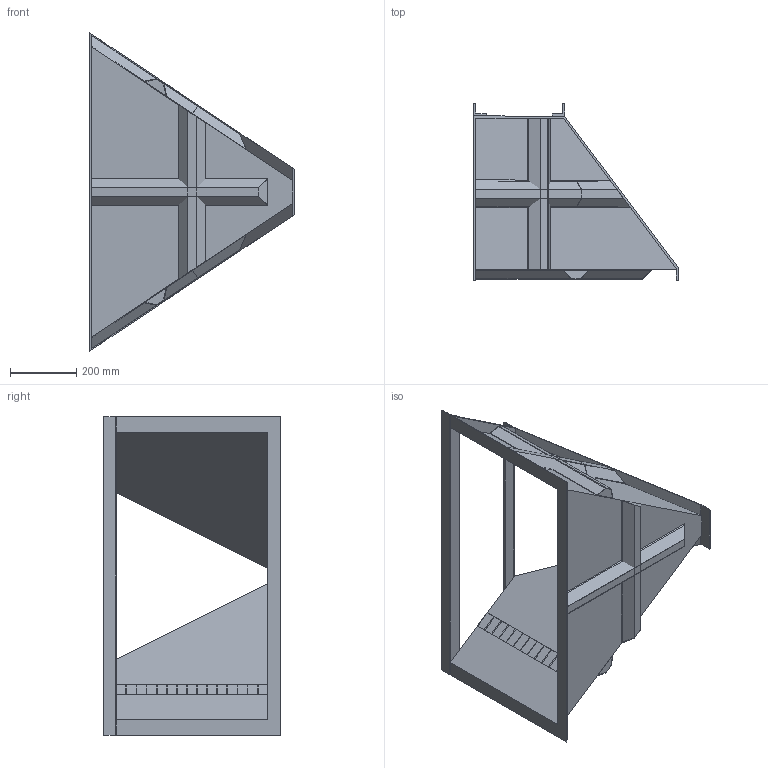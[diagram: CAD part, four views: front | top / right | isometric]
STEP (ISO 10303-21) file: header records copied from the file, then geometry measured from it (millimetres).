
FILE_DESCRIPTION (( 'STEP AP214' ), '1' );
FILE_NAME ('1.5H Flume Assy no options.STEP', '2020-08-28T17:43:47', ( '' ), ( '' ), 'SwSTEP 2.0', 'SolidWorks 2020', '' );
FILE_SCHEMA (( 'AUTOMOTIVE_DESIGN' ));
Length unit declared in the file: inch
Products named in the file (3): 1.5H H Flume_1.5'' H FLUME; 1.5H Flume Assy no options; Parshall Staff Gauge 24in long parshall staff gauge_English Staff Gauge 18"
Assembly tree (2 placements, depth 2):
  1.5H Flume Assy no options
    1.5H H Flume_1.5'' H FLUME
    Parshall Staff Gauge 24in long parshall staff gauge_English Staff Gauge 18"
Bounding box: 617.22 x 533.4 x 960.26 mm (x, y, z)
Volume: 5756.8 mm3; surface area: 3145532.4 mm2
Topology: 1 solids, 16 shells, 190 faces, 500 edges, 338 vertices
Faces by surface type: plane 185, cylinder 4, bspline 1
Entity records: 6646 total; most frequent: CARTESIAN_POINT 1085, ORIENTED_EDGE 984, DIRECTION 878, EDGE_CURVE 500, VECTOR 488, LINE 488, VERTEX_POINT 338, EDGE_LOOP 204
